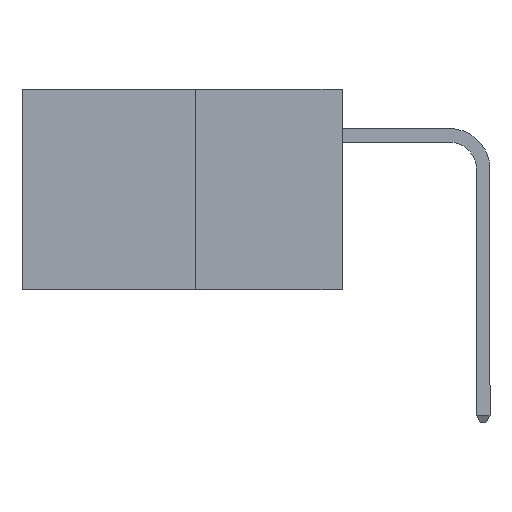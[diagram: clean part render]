
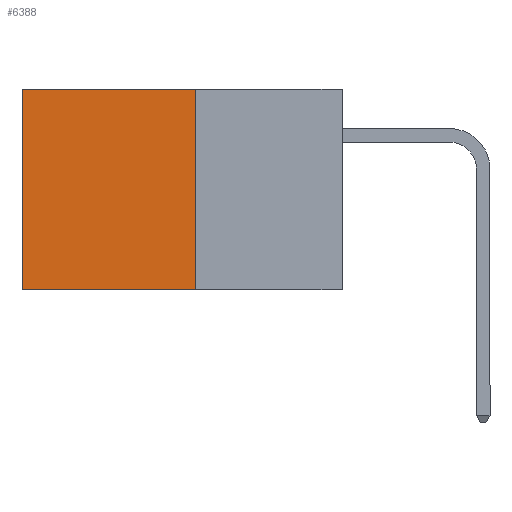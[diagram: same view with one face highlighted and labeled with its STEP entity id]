
A CAD part, left-side view. The second image highlights one B-rep face of the part: STEP entity #6388.
In plain terms, the highlighted planar face has unit normal (-1, 0, 0).
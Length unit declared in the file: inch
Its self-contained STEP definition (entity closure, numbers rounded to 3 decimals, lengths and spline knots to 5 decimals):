
#217 = EDGE_CURVE ( 'NONE', #5599, #4701, #5164, .T. ) ;
#238 = DIRECTION ( 'NONE',  ( 0., 1., 0. ) ) ;
#733 = CARTESIAN_POINT ( 'NONE',  ( 0.277, 0.59, -0.37 ) ) ;
#858 = FACE_OUTER_BOUND ( 'NONE', #4297, .T. ) ;
#918 = CARTESIAN_POINT ( 'NONE',  ( 0.277, 0.27, 0. ) ) ;
#2005 = LINE ( 'NONE', #2829, #4098 ) ;
#2298 = DIRECTION ( 'NONE',  ( 0., 0., -1. ) ) ;
#2327 = DIRECTION ( 'NONE',  ( 1., 0., 0. ) ) ;
#2419 = CARTESIAN_POINT ( 'NONE',  ( 0.277, 0.27, -0.37 ) ) ;
#2483 = PLANE ( 'NONE',  #6546 ) ;
#2577 = EDGE_CURVE ( 'NONE', #4701, #9837, #2005, .T. ) ;
#2829 = CARTESIAN_POINT ( 'NONE',  ( 0.277, 0.27, -0.37 ) ) ;
#2956 = LINE ( 'NONE', #4323, #8842 ) ;
#3145 = DIRECTION ( 'NONE',  ( 0., 1., 0. ) ) ;
#3276 = CARTESIAN_POINT ( 'NONE',  ( 0.277, 0.27, 0. ) ) ;
#3585 = ORIENTED_EDGE ( 'NONE', *, *, #6712, .T. ) ;
#3667 = LINE ( 'NONE', #3276, #7517 ) ;
#3726 = CARTESIAN_POINT ( 'NONE',  ( 0.277, 0.59, 0. ) ) ;
#3908 = CARTESIAN_POINT ( 'NONE',  ( 0.277, 0.27, -0.37 ) ) ;
#4030 = DIRECTION ( 'NONE',  ( 0., 0., -1. ) ) ;
#4098 = VECTOR ( 'NONE', #238, 39.37008 ) ;
#4297 = EDGE_LOOP ( 'NONE', ( #8689, #6415, #5549, #3585 ) ) ;
#4323 = CARTESIAN_POINT ( 'NONE',  ( 0.277, 0.59, -0.37 ) ) ;
#4701 = VERTEX_POINT ( 'NONE', #8099 ) ;
#5164 = LINE ( 'NONE', #3908, #9172 ) ;
#5511 = EDGE_CURVE ( 'NONE', #7243, #9837, #2956, .T. ) ;
#5549 = ORIENTED_EDGE ( 'NONE', *, *, #217, .F. ) ;
#5599 = VERTEX_POINT ( 'NONE', #918 ) ;
#6388 = ADVANCED_FACE ( 'NONE', ( #858 ), #2483, .F. ) ;
#6415 = ORIENTED_EDGE ( 'NONE', *, *, #2577, .F. ) ;
#6515 = DIRECTION ( 'NONE',  ( 0., 0., -1. ) ) ;
#6546 = AXIS2_PLACEMENT_3D ( 'NONE', #2419, #2327, #2298 ) ;
#6712 = EDGE_CURVE ( 'NONE', #5599, #7243, #3667, .T. ) ;
#7243 = VERTEX_POINT ( 'NONE', #3726 ) ;
#7517 = VECTOR ( 'NONE', #3145, 39.37008 ) ;
#8099 = CARTESIAN_POINT ( 'NONE',  ( 0.277, 0.27, -0.37 ) ) ;
#8689 = ORIENTED_EDGE ( 'NONE', *, *, #5511, .T. ) ;
#8842 = VECTOR ( 'NONE', #4030, 39.37008 ) ;
#9172 = VECTOR ( 'NONE', #6515, 39.37008 ) ;
#9837 = VERTEX_POINT ( 'NONE', #733 ) ;
